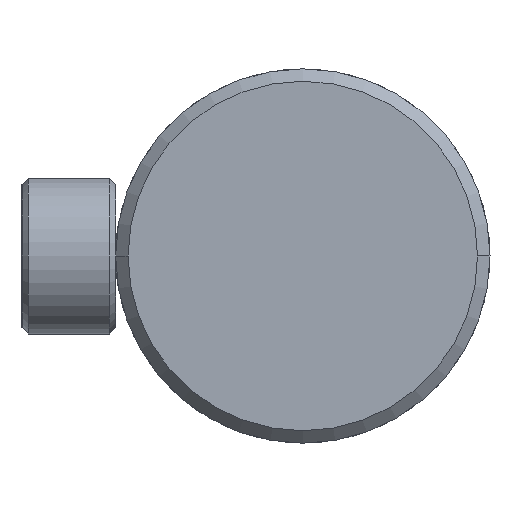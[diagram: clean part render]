
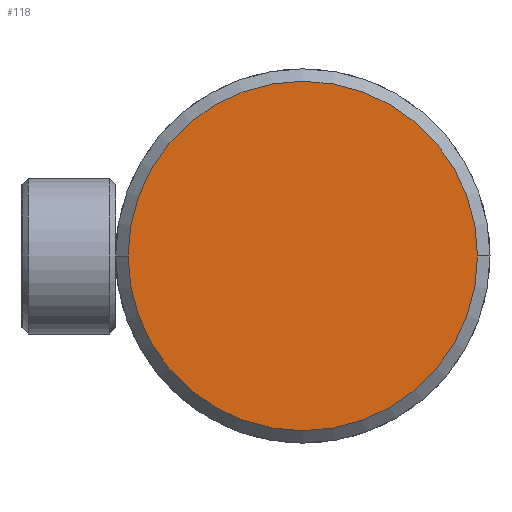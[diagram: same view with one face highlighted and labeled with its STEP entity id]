
A CAD part, left-side view. The second image highlights one B-rep face of the part: STEP entity #118.
In plain terms, the highlighted planar face has unit normal (-1, 0, 0).
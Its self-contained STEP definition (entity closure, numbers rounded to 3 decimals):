
#118 = ADVANCED_FACE ( 'NONE', ( #741 ), #480, .T. ) ;
#218 = ORIENTED_EDGE ( 'NONE', *, *, #2693, .T. ) ;
#431 = AXIS2_PLACEMENT_3D ( 'NONE', #2473, #3241, #1741 ) ;
#435 = DIRECTION ( 'NONE',  ( -1., 0., 0. ) ) ;
#480 = PLANE ( 'NONE',  #431 ) ;
#694 = CIRCLE ( 'NONE', #2655, 28. ) ;
#741 = FACE_OUTER_BOUND ( 'NONE', #2448, .T. ) ;
#777 = ORIENTED_EDGE ( 'NONE', *, *, #2637, .T. ) ;
#913 = CARTESIAN_POINT ( 'NONE',  ( -13., -28., 0. ) ) ;
#923 = DIRECTION ( 'NONE',  ( 0., -1., 0. ) ) ;
#991 = AXIS2_PLACEMENT_3D ( 'NONE', #1955, #1710, #1217 ) ;
#1048 = CARTESIAN_POINT ( 'NONE',  ( -13., 28., 0. ) ) ;
#1217 = DIRECTION ( 'NONE',  ( 0., -1., 0. ) ) ;
#1699 = CARTESIAN_POINT ( 'NONE',  ( -13., 0., 0. ) ) ;
#1710 = DIRECTION ( 'NONE',  ( -1., 0., 0. ) ) ;
#1741 = DIRECTION ( 'NONE',  ( 0., -1., 0. ) ) ;
#1812 = VERTEX_POINT ( 'NONE', #1048 ) ;
#1955 = CARTESIAN_POINT ( 'NONE',  ( -13., 0., 0. ) ) ;
#2448 = EDGE_LOOP ( 'NONE', ( #218, #777 ) ) ;
#2473 = CARTESIAN_POINT ( 'NONE',  ( -13., 0., 0. ) ) ;
#2637 = EDGE_CURVE ( 'NONE', #2671, #1812, #694, .T. ) ;
#2655 = AXIS2_PLACEMENT_3D ( 'NONE', #1699, #435, #923 ) ;
#2671 = VERTEX_POINT ( 'NONE', #913 ) ;
#2693 = EDGE_CURVE ( 'NONE', #1812, #2671, #3166, .T. ) ;
#3166 = CIRCLE ( 'NONE', #991, 28. ) ;
#3241 = DIRECTION ( 'NONE',  ( -1., 0., 0. ) ) ;
